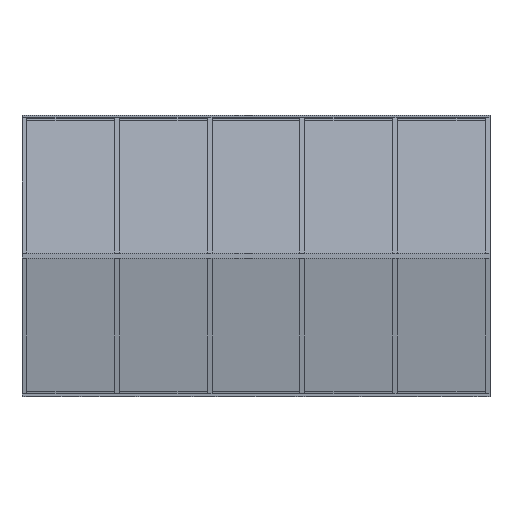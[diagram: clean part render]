
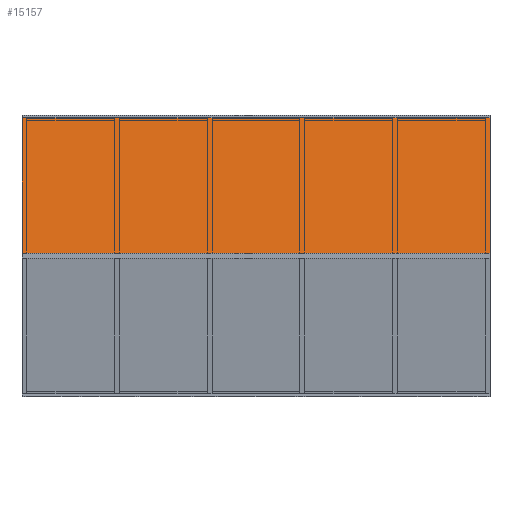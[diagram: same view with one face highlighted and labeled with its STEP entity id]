
A CAD part, top view. The second image highlights one B-rep face of the part: STEP entity #15157.
In plain terms, the highlighted planar face has unit normal (0, 0.174, 0.985).
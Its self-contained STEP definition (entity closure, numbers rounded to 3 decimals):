
#32 = PLANE('',#33);
#33 = AXIS2_PLACEMENT_3D('',#34,#35,#36);
#34 = CARTESIAN_POINT('',(0.,0.,0.));
#35 = DIRECTION('',(1.,0.,0.));
#36 = DIRECTION('',(0.,0.,1.));
#169 = VERTEX_POINT('',#170);
#170 = CARTESIAN_POINT('',(0.,2975.434,2654.164));
#184 = PLANE('',#185);
#185 = AXIS2_PLACEMENT_3D('',#186,#187,#188);
#186 = CARTESIAN_POINT('',(0.,2974.566,2649.24));
#187 = DIRECTION('',(0.,0.985,-0.174));
#188 = DIRECTION('',(0.,0.174,0.985));
#196 = EDGE_CURVE('',#197,#169,#199,.T.);
#197 = VERTEX_POINT('',#198);
#198 = CARTESIAN_POINT('',(0.,1525.434,2909.839));
#199 = SURFACE_CURVE('',#200,(#204,#211),.PCURVE_S1.);
#200 = LINE('',#201,#202);
#201 = CARTESIAN_POINT('',(0.,1525.434,2909.839));
#202 = VECTOR('',#203,1.);
#203 = DIRECTION('',(0.,0.985,-0.174));
#204 = PCURVE('',#32,#205);
#205 = DEFINITIONAL_REPRESENTATION('',(#206),#210);
#206 = LINE('',#207,#208);
#207 = CARTESIAN_POINT('',(2909.839,-1525.434));
#208 = VECTOR('',#209,1.);
#209 = DIRECTION('',(-0.174,-0.985));
#210 = ( GEOMETRIC_REPRESENTATION_CONTEXT(2) 
PARAMETRIC_REPRESENTATION_CONTEXT() REPRESENTATION_CONTEXT('2D SPACE',''
  ) );
#211 = PCURVE('',#212,#217);
#212 = PLANE('',#213);
#213 = AXIS2_PLACEMENT_3D('',#214,#215,#216);
#214 = CARTESIAN_POINT('',(0.,1525.434,2909.839));
#215 = DIRECTION('',(0.,0.174,0.985));
#216 = DIRECTION('',(1.,0.,0.));
#217 = DEFINITIONAL_REPRESENTATION('',(#218),#222);
#218 = LINE('',#219,#220);
#219 = CARTESIAN_POINT('',(0.,0.));
#220 = VECTOR('',#221,1.);
#221 = DIRECTION('',(0.,1.));
#222 = ( GEOMETRIC_REPRESENTATION_CONTEXT(2) 
PARAMETRIC_REPRESENTATION_CONTEXT() REPRESENTATION_CONTEXT('2D SPACE',''
  ) );
#240 = PLANE('',#241);
#241 = AXIS2_PLACEMENT_3D('',#242,#243,#244);
#242 = CARTESIAN_POINT('',(0.,1524.566,2904.915));
#243 = DIRECTION('',(0.,0.985,-0.174));
#244 = DIRECTION('',(0.,0.174,0.985));
#1338 = PLANE('',#1339);
#1339 = AXIS2_PLACEMENT_3D('',#1340,#1341,#1342);
#1340 = CARTESIAN_POINT('',(5000.,0.,0.));
#1341 = DIRECTION('',(1.,0.,0.));
#1342 = DIRECTION('',(0.,0.,1.));
#5782 = VERTEX_POINT('',#5783);
#5783 = CARTESIAN_POINT('',(5000.,2975.434,2654.164
    ));
#5804 = EDGE_CURVE('',#5805,#5782,#5807,.T.);
#5805 = VERTEX_POINT('',#5806);
#5806 = CARTESIAN_POINT('',(5000.,1525.434,2909.839
    ));
#5807 = SURFACE_CURVE('',#5808,(#5812,#5819),.PCURVE_S1.);
#5808 = LINE('',#5809,#5810);
#5809 = CARTESIAN_POINT('',(5000.,1525.434,2909.839
    ));
#5810 = VECTOR('',#5811,1.);
#5811 = DIRECTION('',(0.,0.985,-0.174));
#5812 = PCURVE('',#1338,#5813);
#5813 = DEFINITIONAL_REPRESENTATION('',(#5814),#5818);
#5814 = LINE('',#5815,#5816);
#5815 = CARTESIAN_POINT('',(2909.839,-1525.434));
#5816 = VECTOR('',#5817,1.);
#5817 = DIRECTION('',(-0.174,-0.985));
#5818 = ( GEOMETRIC_REPRESENTATION_CONTEXT(2) 
PARAMETRIC_REPRESENTATION_CONTEXT() REPRESENTATION_CONTEXT('2D SPACE',''
  ) );
#5819 = PCURVE('',#212,#5820);
#5820 = DEFINITIONAL_REPRESENTATION('',(#5821),#5825);
#5821 = LINE('',#5822,#5823);
#5822 = CARTESIAN_POINT('',(5000.,0.));
#5823 = VECTOR('',#5824,1.);
#5824 = DIRECTION('',(0.,1.));
#5825 = ( GEOMETRIC_REPRESENTATION_CONTEXT(2) 
PARAMETRIC_REPRESENTATION_CONTEXT() REPRESENTATION_CONTEXT('2D SPACE',''
  ) );
#11067 = EDGE_CURVE('',#169,#5782,#11068,.T.);
#11068 = SURFACE_CURVE('',#11069,(#11073,#11080),.PCURVE_S1.);
#11069 = LINE('',#11070,#11071);
#11070 = CARTESIAN_POINT('',(0.,2975.434,2654.164));
#11071 = VECTOR('',#11072,1.);
#11072 = DIRECTION('',(1.,0.,0.));
#11073 = PCURVE('',#184,#11074);
#11074 = DEFINITIONAL_REPRESENTATION('',(#11075),#11079);
#11075 = LINE('',#11076,#11077);
#11076 = CARTESIAN_POINT('',(5.,0.));
#11077 = VECTOR('',#11078,1.);
#11078 = DIRECTION('',(0.,1.));
#11079 = ( GEOMETRIC_REPRESENTATION_CONTEXT(2) 
PARAMETRIC_REPRESENTATION_CONTEXT() REPRESENTATION_CONTEXT('2D SPACE',''
  ) );
#11080 = PCURVE('',#212,#11081);
#11081 = DEFINITIONAL_REPRESENTATION('',(#11082),#11086);
#11082 = LINE('',#11083,#11084);
#11083 = CARTESIAN_POINT('',(0.,1472.369));
#11084 = VECTOR('',#11085,1.);
#11085 = DIRECTION('',(1.,0.));
#11086 = ( GEOMETRIC_REPRESENTATION_CONTEXT(2) 
PARAMETRIC_REPRESENTATION_CONTEXT() REPRESENTATION_CONTEXT('2D SPACE',''
  ) );
#15137 = EDGE_CURVE('',#197,#5805,#15138,.T.);
#15138 = SURFACE_CURVE('',#15139,(#15143,#15150),.PCURVE_S1.);
#15139 = LINE('',#15140,#15141);
#15140 = CARTESIAN_POINT('',(0.,1525.434,2909.839));
#15141 = VECTOR('',#15142,1.);
#15142 = DIRECTION('',(1.,0.,0.));
#15143 = PCURVE('',#240,#15144);
#15144 = DEFINITIONAL_REPRESENTATION('',(#15145),#15149);
#15145 = LINE('',#15146,#15147);
#15146 = CARTESIAN_POINT('',(5.,0.));
#15147 = VECTOR('',#15148,1.);
#15148 = DIRECTION('',(0.,1.));
#15149 = ( GEOMETRIC_REPRESENTATION_CONTEXT(2) 
PARAMETRIC_REPRESENTATION_CONTEXT() REPRESENTATION_CONTEXT('2D SPACE',''
  ) );
#15150 = PCURVE('',#212,#15151);
#15151 = DEFINITIONAL_REPRESENTATION('',(#15152),#15156);
#15152 = LINE('',#15153,#15154);
#15153 = CARTESIAN_POINT('',(0.,0.));
#15154 = VECTOR('',#15155,1.);
#15155 = DIRECTION('',(1.,0.));
#15156 = ( GEOMETRIC_REPRESENTATION_CONTEXT(2) 
PARAMETRIC_REPRESENTATION_CONTEXT() REPRESENTATION_CONTEXT('2D SPACE',''
  ) );
#15157 = ADVANCED_FACE('',(#15158),#212,.T.);
#15158 = FACE_BOUND('',#15159,.T.);
#15159 = EDGE_LOOP('',(#15160,#15161,#15162,#15163));
#15160 = ORIENTED_EDGE('',*,*,#196,.F.);
#15161 = ORIENTED_EDGE('',*,*,#15137,.T.);
#15162 = ORIENTED_EDGE('',*,*,#5804,.T.);
#15163 = ORIENTED_EDGE('',*,*,#11067,.F.);
